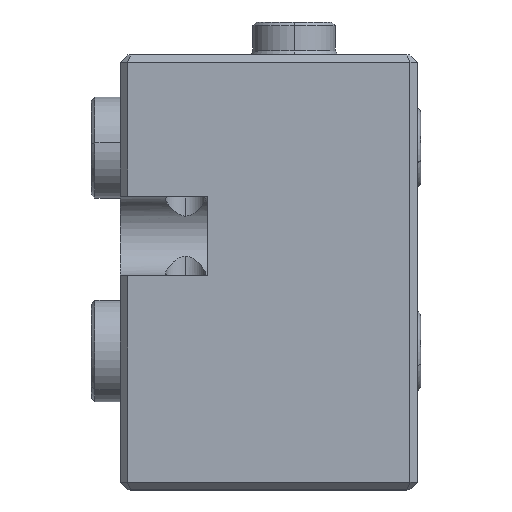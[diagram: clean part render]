
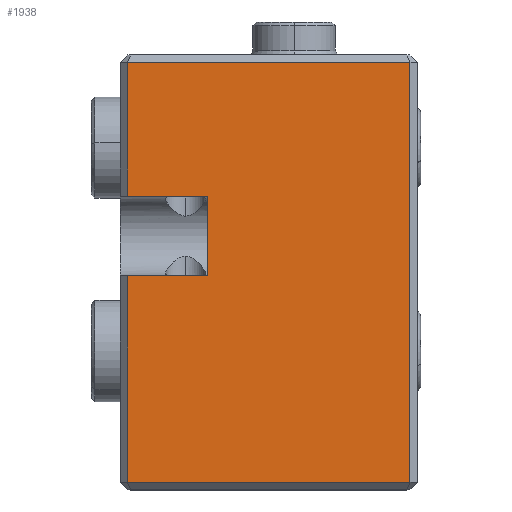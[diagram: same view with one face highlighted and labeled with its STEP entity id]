
A CAD part, top view. The second image highlights one B-rep face of the part: STEP entity #1938.
In plain terms, the highlighted planar face has unit normal (0, 0, 1).
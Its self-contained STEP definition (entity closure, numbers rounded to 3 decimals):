
#492 = LINE ( 'NONE', #6935, #673 ) ;
#673 = VECTOR ( 'NONE', #805, 1000. ) ;
#805 = DIRECTION ( 'NONE',  ( -1., 0., 0. ) ) ;
#1281 = LINE ( 'NONE', #18789, #9007 ) ;
#1892 = ORIENTED_EDGE ( 'NONE', *, *, #9792, .F. ) ;
#1938 = ADVANCED_FACE ( 'NONE', ( #15597 ), #17475, .T. ) ;
#2213 = VERTEX_POINT ( 'NONE', #3915 ) ;
#2414 = VECTOR ( 'NONE', #9727, 1000. ) ;
#2483 = VERTEX_POINT ( 'NONE', #7825 ) ;
#2683 = CARTESIAN_POINT ( 'NONE',  ( -12., 40.5, 20. ) ) ;
#2844 = DIRECTION ( 'NONE',  ( 0., -1., 0. ) ) ;
#2858 = DIRECTION ( 'NONE',  ( 1., 0., 0. ) ) ;
#2953 = VERTEX_POINT ( 'NONE', #4735 ) ;
#3039 = EDGE_CURVE ( 'NONE', #2483, #17506, #8378, .T. ) ;
#3352 = LINE ( 'NONE', #6581, #2414 ) ;
#3621 = VERTEX_POINT ( 'NONE', #4333 ) ;
#3876 = VECTOR ( 'NONE', #8030, 1000. ) ;
#3915 = CARTESIAN_POINT ( 'NONE',  ( -23., 29.5, 20. ) ) ;
#4333 = CARTESIAN_POINT ( 'NONE',  ( -23., 59., 20. ) ) ;
#4735 = CARTESIAN_POINT ( 'NONE',  ( -23., 40.5, 20. ) ) ;
#5839 = EDGE_CURVE ( 'NONE', #9101, #2213, #492, .T. ) ;
#6204 = CARTESIAN_POINT ( 'NONE',  ( -12., 40.5, 20. ) ) ;
#6281 = VERTEX_POINT ( 'NONE', #2683 ) ;
#6417 = DIRECTION ( 'NONE',  ( 1., 0., 0. ) ) ;
#6485 = DIRECTION ( 'NONE',  ( 0., -1., 0. ) ) ;
#6517 = DIRECTION ( 'NONE',  ( 0., 0., 1. ) ) ;
#6581 = CARTESIAN_POINT ( 'NONE',  ( -23., 0., 20. ) ) ;
#6935 = CARTESIAN_POINT ( 'NONE',  ( -12., 29.5, 20. ) ) ;
#7540 = EDGE_CURVE ( 'NONE', #6281, #9101, #9736, .T. ) ;
#7825 = CARTESIAN_POINT ( 'NONE',  ( 16., 1., 20. ) ) ;
#8030 = DIRECTION ( 'NONE',  ( -1., 0., 0. ) ) ;
#8378 = LINE ( 'NONE', #13179, #15743 ) ;
#9007 = VECTOR ( 'NONE', #2844, 1000. ) ;
#9101 = VERTEX_POINT ( 'NONE', #16862 ) ;
#9259 = CARTESIAN_POINT ( 'NONE',  ( 16., 59., 20. ) ) ;
#9521 = CARTESIAN_POINT ( 'NONE',  ( -12., 0., 20. ) ) ;
#9548 = CARTESIAN_POINT ( 'NONE',  ( -23., 1., 20. ) ) ;
#9633 = EDGE_CURVE ( 'NONE', #17506, #3621, #17321, .T. ) ;
#9727 = DIRECTION ( 'NONE',  ( 0., -1., 0. ) ) ;
#9736 = LINE ( 'NONE', #9521, #13938 ) ;
#9792 = EDGE_CURVE ( 'NONE', #6281, #2953, #13839, .T. ) ;
#9831 = ORIENTED_EDGE ( 'NONE', *, *, #18844, .T. ) ;
#10068 = ORIENTED_EDGE ( 'NONE', *, *, #15999, .T. ) ;
#11096 = ORIENTED_EDGE ( 'NONE', *, *, #7540, .T. ) ;
#11630 = DIRECTION ( 'NONE',  ( 0., 1., 0. ) ) ;
#12027 = EDGE_LOOP ( 'NONE', ( #1892, #11096, #12535, #17520, #9831, #12251, #14015, #10068 ) ) ;
#12251 = ORIENTED_EDGE ( 'NONE', *, *, #3039, .T. ) ;
#12535 = ORIENTED_EDGE ( 'NONE', *, *, #5839, .T. ) ;
#13179 = CARTESIAN_POINT ( 'NONE',  ( 16., 0., 20. ) ) ;
#13839 = LINE ( 'NONE', #6204, #20232 ) ;
#13938 = VECTOR ( 'NONE', #6485, 1000. ) ;
#13943 = DIRECTION ( 'NONE',  ( -1., 0., 0. ) ) ;
#14015 = ORIENTED_EDGE ( 'NONE', *, *, #9633, .T. ) ;
#14139 = CARTESIAN_POINT ( 'NONE',  ( -24., 0., 20. ) ) ;
#15067 = VECTOR ( 'NONE', #2858, 1000. ) ;
#15569 = LINE ( 'NONE', #18899, #15067 ) ;
#15597 = FACE_OUTER_BOUND ( 'NONE', #12027, .T. ) ;
#15743 = VECTOR ( 'NONE', #11630, 1000. ) ;
#15999 = EDGE_CURVE ( 'NONE', #3621, #2953, #1281, .T. ) ;
#16862 = CARTESIAN_POINT ( 'NONE',  ( -12., 29.5, 20. ) ) ;
#17321 = LINE ( 'NONE', #20545, #3876 ) ;
#17475 = PLANE ( 'NONE',  #17899 ) ;
#17506 = VERTEX_POINT ( 'NONE', #9259 ) ;
#17520 = ORIENTED_EDGE ( 'NONE', *, *, #18002, .T. ) ;
#17899 = AXIS2_PLACEMENT_3D ( 'NONE', #14139, #6517, #6417 ) ;
#18002 = EDGE_CURVE ( 'NONE', #2213, #19852, #3352, .T. ) ;
#18789 = CARTESIAN_POINT ( 'NONE',  ( -23., 0., 20. ) ) ;
#18844 = EDGE_CURVE ( 'NONE', #19852, #2483, #15569, .T. ) ;
#18899 = CARTESIAN_POINT ( 'NONE',  ( 16., 1., 20. ) ) ;
#19852 = VERTEX_POINT ( 'NONE', #9548 ) ;
#20232 = VECTOR ( 'NONE', #13943, 1000. ) ;
#20545 = CARTESIAN_POINT ( 'NONE',  ( -23., 59., 20. ) ) ;
